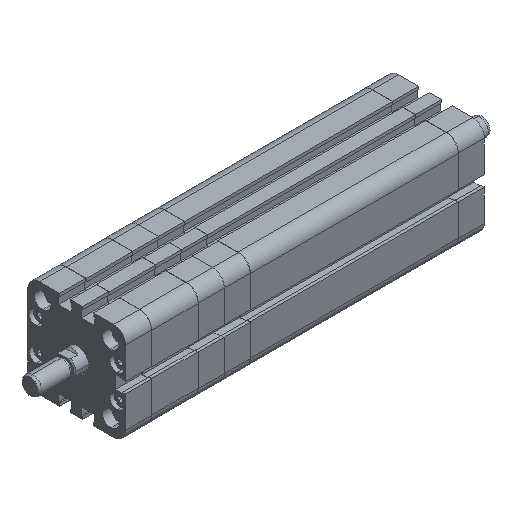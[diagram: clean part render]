
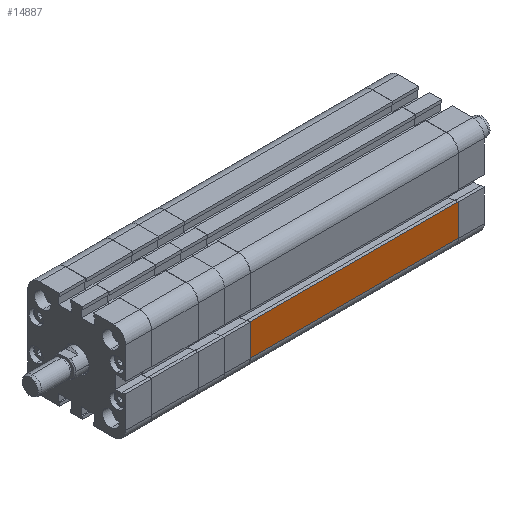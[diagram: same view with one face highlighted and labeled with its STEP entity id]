
A CAD part, isometric view. The second image highlights one B-rep face of the part: STEP entity #14887.
In plain terms, the highlighted planar face has unit normal (0, -1, 0).
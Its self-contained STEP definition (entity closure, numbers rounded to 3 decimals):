
#131 = DIRECTION ( 'NONE',  ( 0., 0., -1. ) ) ;
#876 = LINE ( 'NONE', #34651, #23845 ) ;
#1590 = VERTEX_POINT ( 'NONE', #9448 ) ;
#1920 = DIRECTION ( 'NONE',  ( 0., 0., 1. ) ) ;
#2622 = VECTOR ( 'NONE', #12353, 1000. ) ;
#3984 = LINE ( 'NONE', #25703, #28052 ) ;
#6338 = VERTEX_POINT ( 'NONE', #18745 ) ;
#6856 = DIRECTION ( 'NONE',  ( 1., 0., 0. ) ) ;
#7360 = PLANE ( 'NONE',  #18569 ) ;
#8000 = EDGE_LOOP ( 'NONE', ( #33873, #34879, #9426, #21857 ) ) ;
#9426 = ORIENTED_EDGE ( 'NONE', *, *, #32637, .T. ) ;
#9448 = CARTESIAN_POINT ( 'NONE',  ( 0., -27.25, -2.8 ) ) ;
#12353 = DIRECTION ( 'NONE',  ( 0., 0., -1. ) ) ;
#13115 = EDGE_CURVE ( 'NONE', #22732, #15884, #28982, .T. ) ;
#13215 = DIRECTION ( 'NONE',  ( -1., 0., 0. ) ) ;
#13577 = LINE ( 'NONE', #30215, #29159 ) ;
#14887 = ADVANCED_FACE ( 'NONE', ( #35891 ), #7360, .F. ) ;
#15580 = CARTESIAN_POINT ( 'NONE',  ( 116., -27.25, -20.45 ) ) ;
#15884 = VERTEX_POINT ( 'NONE', #15580 ) ;
#16135 = CARTESIAN_POINT ( 'NONE',  ( 116., -27.25, -27.25 ) ) ;
#18569 = AXIS2_PLACEMENT_3D ( 'NONE', #16135, #21725, #1920 ) ;
#18745 = CARTESIAN_POINT ( 'NONE',  ( 0., -27.25, -20.45 ) ) ;
#21725 = DIRECTION ( 'NONE',  ( 0., 1., 0. ) ) ;
#21857 = ORIENTED_EDGE ( 'NONE', *, *, #13115, .F. ) ;
#22732 = VERTEX_POINT ( 'NONE', #36869 ) ;
#23002 = CARTESIAN_POINT ( 'NONE',  ( 116., -27.25, -27.25 ) ) ;
#23845 = VECTOR ( 'NONE', #6856, 1000. ) ;
#25703 = CARTESIAN_POINT ( 'NONE',  ( 0., -27.25, -27.25 ) ) ;
#28052 = VECTOR ( 'NONE', #131, 1000. ) ;
#28982 = LINE ( 'NONE', #23002, #2622 ) ;
#29159 = VECTOR ( 'NONE', #13215, 1000. ) ;
#30215 = CARTESIAN_POINT ( 'NONE',  ( 116.001, -27.25, -2.8 ) ) ;
#31146 = EDGE_CURVE ( 'NONE', #22732, #1590, #13577, .T. ) ;
#32637 = EDGE_CURVE ( 'NONE', #6338, #15884, #876, .T. ) ;
#33873 = ORIENTED_EDGE ( 'NONE', *, *, #31146, .T. ) ;
#34651 = CARTESIAN_POINT ( 'NONE',  ( 116., -27.25, -20.45 ) ) ;
#34879 = ORIENTED_EDGE ( 'NONE', *, *, #35063, .T. ) ;
#35063 = EDGE_CURVE ( 'NONE', #1590, #6338, #3984, .T. ) ;
#35891 = FACE_OUTER_BOUND ( 'NONE', #8000, .T. ) ;
#36869 = CARTESIAN_POINT ( 'NONE',  ( 116., -27.25, -2.8 ) ) ;
